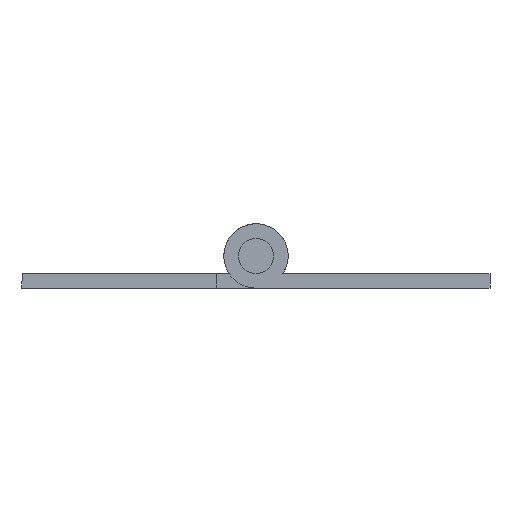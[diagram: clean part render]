
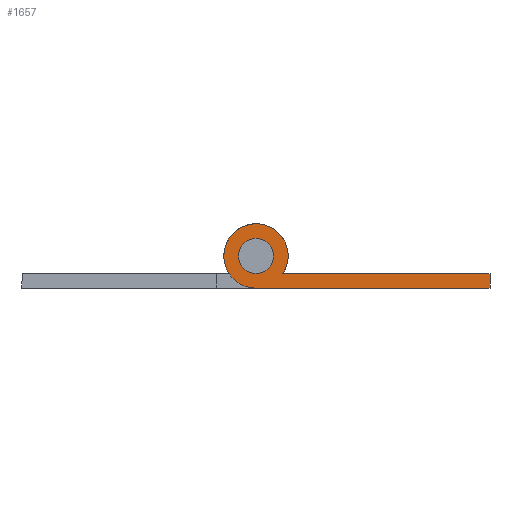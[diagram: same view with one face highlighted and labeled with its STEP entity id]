
A CAD part, front view. The second image highlights one B-rep face of the part: STEP entity #1657.
In plain terms, the highlighted planar face has unit normal (0, -1, 0).
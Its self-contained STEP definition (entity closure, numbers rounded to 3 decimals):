
#1506 = VERTEX_POINT ( 'NONE', #5037 ) ;
#1508 = EDGE_CURVE ( 'NONE', #1509, #1506, #5036, .T. ) ;
#1509 = VERTEX_POINT ( 'NONE', #5031 ) ;
#1600 = EDGE_CURVE ( 'NONE', #1601, #1602, #5224, .T. ) ;
#1601 = VERTEX_POINT ( 'NONE', #5219 ) ;
#1602 = VERTEX_POINT ( 'NONE', #5218 ) ;
#1657 = ADVANCED_FACE ( 'NONE', ( #5306, #5370 ), #5369, .F. ) ;
#1658 = EDGE_LOOP ( 'NONE', ( #1659, #1719, #1721, #1722 ) ) ;
#1659 = ORIENTED_EDGE ( 'NONE', *, *, #1660, .F. ) ;
#1660 = EDGE_CURVE ( 'NONE', #1661, #1662, #5364, .T. ) ;
#1661 = VERTEX_POINT ( 'NONE', #5360 ) ;
#1662 = VERTEX_POINT ( 'NONE', #5359 ) ;
#1671 = EDGE_CURVE ( 'NONE', #1506, #1509, #5343, .T. ) ;
#1719 = ORIENTED_EDGE ( 'NONE', *, *, #1720, .F. ) ;
#1720 = EDGE_CURVE ( 'NONE', #1602, #1661, #5451, .T. ) ;
#1721 = ORIENTED_EDGE ( 'NONE', *, *, #1600, .F. ) ;
#1722 = ORIENTED_EDGE ( 'NONE', *, *, #1723, .F. ) ;
#1723 = EDGE_CURVE ( 'NONE', #1662, #1601, #5447, .T. ) ;
#1724 = EDGE_LOOP ( 'NONE', ( #1725, #1726 ) ) ;
#1725 = ORIENTED_EDGE ( 'NONE', *, *, #1508, .T. ) ;
#1726 = ORIENTED_EDGE ( 'NONE', *, *, #1671, .T. ) ;
#5031 = CARTESIAN_POINT ( 'NONE',  ( 0., -300., -1.2 ) ) ;
#5032 = DIRECTION ( 'NONE',  ( 0., 0., 1. ) ) ;
#5033 = DIRECTION ( 'NONE',  ( 0., 1., 0. ) ) ;
#5034 = CARTESIAN_POINT ( 'NONE',  ( 0., -300., 0. ) ) ;
#5035 = AXIS2_PLACEMENT_3D ( 'NONE', #5034, #5033, #5032 ) ;
#5036 = CIRCLE ( 'NONE', #5035, 1.2 ) ;
#5037 = CARTESIAN_POINT ( 'NONE',  ( 0., -300., 1.2 ) ) ;
#5218 = CARTESIAN_POINT ( 'NONE',  ( 1.844, -300., -1.2 ) ) ;
#5219 = CARTESIAN_POINT ( 'NONE',  ( 0., -300., -2.2 ) ) ;
#5220 = DIRECTION ( 'NONE',  ( 0., 0., 1. ) ) ;
#5221 = DIRECTION ( 'NONE',  ( 0., 1., 0. ) ) ;
#5222 = CARTESIAN_POINT ( 'NONE',  ( 0., -300., 0. ) ) ;
#5223 = AXIS2_PLACEMENT_3D ( 'NONE', #5222, #5221, #5220 ) ;
#5224 = CIRCLE ( 'NONE', #5223, 2.2 ) ;
#5306 = FACE_OUTER_BOUND ( 'NONE', #1658, .T. ) ;
#5340 = DIRECTION ( 'NONE',  ( 0., 1., 0. ) ) ;
#5341 = CARTESIAN_POINT ( 'NONE',  ( 0., -300., 0. ) ) ;
#5342 = AXIS2_PLACEMENT_3D ( 'NONE', #5341, #5340, #5402 ) ;
#5343 = CIRCLE ( 'NONE', #5342, 1.2 ) ;
#5359 = CARTESIAN_POINT ( 'NONE',  ( 16., -300., -2.2 ) ) ;
#5360 = CARTESIAN_POINT ( 'NONE',  ( 16., -300., -1.2 ) ) ;
#5361 = DIRECTION ( 'NONE',  ( 0., 0., -1. ) ) ;
#5362 = VECTOR ( 'NONE', #5361, 1000. ) ;
#5363 = CARTESIAN_POINT ( 'NONE',  ( 16., -300., -2.2 ) ) ;
#5364 = LINE ( 'NONE', #5363, #5362 ) ;
#5365 = DIRECTION ( 'NONE',  ( 0., 0., 1. ) ) ;
#5366 = DIRECTION ( 'NONE',  ( 0., 1., 0. ) ) ;
#5367 = CARTESIAN_POINT ( 'NONE',  ( 0., -300., 0. ) ) ;
#5368 = AXIS2_PLACEMENT_3D ( 'NONE', #5367, #5366, #5365 ) ;
#5369 = PLANE ( 'NONE',  #5368 ) ;
#5370 = FACE_BOUND ( 'NONE', #1724, .T. ) ;
#5402 = DIRECTION ( 'NONE',  ( 0., 0., 1. ) ) ;
#5444 = DIRECTION ( 'NONE',  ( -1., 0., 0. ) ) ;
#5445 = VECTOR ( 'NONE', #5444, 1000. ) ;
#5446 = CARTESIAN_POINT ( 'NONE',  ( 0., -300., -2.2 ) ) ;
#5447 = LINE ( 'NONE', #5446, #5445 ) ;
#5448 = DIRECTION ( 'NONE',  ( 1., 0., 0. ) ) ;
#5449 = VECTOR ( 'NONE', #5448, 1000. ) ;
#5450 = CARTESIAN_POINT ( 'NONE',  ( 16., -300., -1.2 ) ) ;
#5451 = LINE ( 'NONE', #5450, #5449 ) ;
